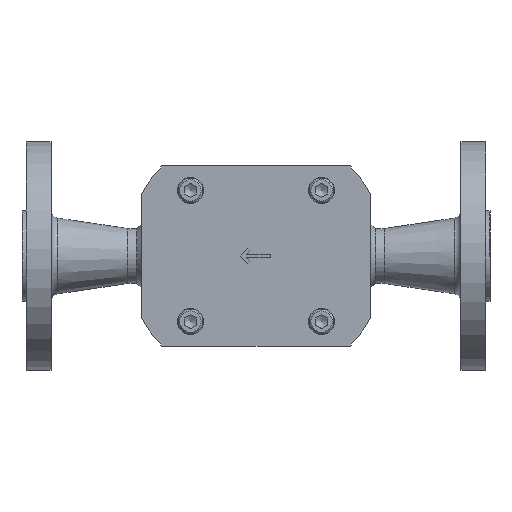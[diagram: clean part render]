
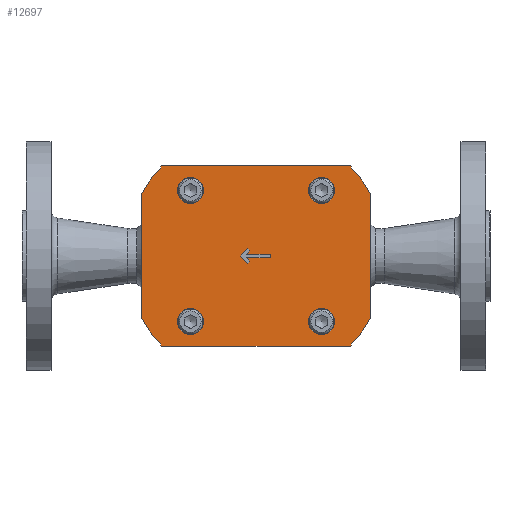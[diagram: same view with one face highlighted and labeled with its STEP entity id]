
A CAD part, front view. The second image highlights one B-rep face of the part: STEP entity #12697.
In plain terms, the highlighted planar face has unit normal (0, -1, 0).
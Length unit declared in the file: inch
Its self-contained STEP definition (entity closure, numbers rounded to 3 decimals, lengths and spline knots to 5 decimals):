
#11983=CARTESIAN_POINT('',(1.43511,0.,-1.375));
#11984=VERTEX_POINT('',#11983);
#11991=CARTESIAN_POINT('',(-1.43511,0.,-1.375));
#11992=VERTEX_POINT('',#11991);
#11993=CARTESIAN_POINT('',(-1.43511,0.,-1.375));
#11994=DIRECTION('',(1.0,0.0,0.0));
#11995=VECTOR('',#11994,2.87021);
#11996=LINE('',#11993,#11995);
#11997=EDGE_CURVE('',#11992,#11984,#11996,.T.);
#12097=CARTESIAN_POINT('',(-0.0925,0.,-0.0775));
#12098=VERTEX_POINT('',#12097);
#12099=CARTESIAN_POINT('',(-0.1225,0.,-0.1075));
#12100=VERTEX_POINT('',#12099);
#12101=CARTESIAN_POINT('',(-0.0925,0.,-0.0775));
#12102=DIRECTION('',(-0.707,0.,-0.707));
#12103=VECTOR('',#12102,0.04243);
#12104=LINE('',#12101,#12103);
#12105=EDGE_CURVE('',#12098,#12100,#12104,.T.);
#12128=CARTESIAN_POINT('',(-0.23,0.,0.));
#12129=VERTEX_POINT('',#12128);
#12130=CARTESIAN_POINT('',(-0.1225,0.,-0.1075));
#12131=DIRECTION('',(-0.707,0.,0.707));
#12132=VECTOR('',#12131,0.15203);
#12133=LINE('',#12130,#12132);
#12134=EDGE_CURVE('',#12100,#12129,#12133,.T.);
#12152=CARTESIAN_POINT('',(-0.1225,0.,0.1075));
#12153=VERTEX_POINT('',#12152);
#12154=CARTESIAN_POINT('',(-0.23,0.,0.));
#12155=DIRECTION('',(0.707,0.,0.707));
#12156=VECTOR('',#12155,0.15203);
#12157=LINE('',#12154,#12156);
#12158=EDGE_CURVE('',#12129,#12153,#12157,.T.);
#12176=CARTESIAN_POINT('',(-0.0925,0.,0.0775));
#12177=VERTEX_POINT('',#12176);
#12178=CARTESIAN_POINT('',(-0.1225,0.,0.1075));
#12179=DIRECTION('',(0.707,0.,-0.707));
#12180=VECTOR('',#12179,0.04243);
#12181=LINE('',#12178,#12180);
#12182=EDGE_CURVE('',#12153,#12177,#12181,.T.);
#12200=CARTESIAN_POINT('',(-0.145,0.,0.025));
#12201=VERTEX_POINT('',#12200);
#12202=CARTESIAN_POINT('',(-0.0925,0.,0.0775));
#12203=DIRECTION('',(-0.707,0.,-0.707));
#12204=VECTOR('',#12203,0.07425);
#12205=LINE('',#12202,#12204);
#12206=EDGE_CURVE('',#12177,#12201,#12205,.T.);
#12224=CARTESIAN_POINT('',(-0.145,0.,-0.025));
#12225=VERTEX_POINT('',#12224);
#12226=CARTESIAN_POINT('',(-0.145,0.,-0.025));
#12227=DIRECTION('',(0.707,0.,-0.707));
#12228=VECTOR('',#12227,0.07425);
#12229=LINE('',#12226,#12228);
#12230=EDGE_CURVE('',#12225,#12098,#12229,.T.);
#12248=CARTESIAN_POINT('',(0.22,0.,-0.025));
#12249=VERTEX_POINT('',#12248);
#12250=CARTESIAN_POINT('',(0.22,0.,-0.025));
#12251=DIRECTION('',(-1.0,0.0,0.0));
#12252=VECTOR('',#12251,0.365);
#12253=LINE('',#12250,#12252);
#12254=EDGE_CURVE('',#12249,#12225,#12253,.T.);
#12272=CARTESIAN_POINT('',(0.22,0.,0.025));
#12273=VERTEX_POINT('',#12272);
#12274=CARTESIAN_POINT('',(0.22,0.,0.025));
#12275=DIRECTION('',(0.0,0.0,-1.0));
#12276=VECTOR('',#12275,0.05);
#12277=LINE('',#12274,#12276);
#12278=EDGE_CURVE('',#12273,#12249,#12277,.T.);
#12296=CARTESIAN_POINT('',(-0.145,0.,0.025));
#12297=DIRECTION('',(1.0,0.0,0.0));
#12298=VECTOR('',#12297,0.365);
#12299=LINE('',#12296,#12298);
#12300=EDGE_CURVE('',#12201,#12273,#12299,.T.);
#12334=CARTESIAN_POINT('',(-1.,0.,0.8));
#12335=VERTEX_POINT('',#12334);
#12336=CARTESIAN_POINT('',(-1.,0.,1.));
#12337=DIRECTION('',(0.0,1.0,0.0));
#12338=DIRECTION('',(0.0,0.0,-1.0));
#12339=AXIS2_PLACEMENT_3D('',#12336,#12337,#12338);
#12340=CIRCLE('',#12339,0.2);
#12341=EDGE_CURVE('',#12335,#12335,#12340,.T.);
#12375=CARTESIAN_POINT('',(-0.8,0.,-1.));
#12376=VERTEX_POINT('',#12375);
#12377=CARTESIAN_POINT('',(-1.,0.,-1.));
#12378=DIRECTION('',(0.0,1.0,0.0));
#12379=DIRECTION('',(1.0,0.0,0.0));
#12380=AXIS2_PLACEMENT_3D('',#12377,#12378,#12379);
#12381=CIRCLE('',#12380,0.2);
#12382=EDGE_CURVE('',#12376,#12376,#12381,.T.);
#12424=CARTESIAN_POINT('',(1.,0.,-0.8));
#12425=VERTEX_POINT('',#12424);
#12426=CARTESIAN_POINT('',(1.,0.,-1.));
#12427=DIRECTION('',(0.0,1.0,0.0));
#12428=DIRECTION('',(0.0,0.0,1.0));
#12429=AXIS2_PLACEMENT_3D('',#12426,#12427,#12428);
#12430=CIRCLE('',#12429,0.2);
#12431=EDGE_CURVE('',#12425,#12425,#12430,.T.);
#12473=CARTESIAN_POINT('',(0.8,0.,1.));
#12474=VERTEX_POINT('',#12473);
#12475=CARTESIAN_POINT('',(1.,0.,1.));
#12476=DIRECTION('',(0.0,1.0,0.0));
#12477=DIRECTION('',(-1.0,0.0,0.0));
#12478=AXIS2_PLACEMENT_3D('',#12475,#12476,#12477);
#12479=CIRCLE('',#12478,0.2);
#12480=EDGE_CURVE('',#12474,#12474,#12479,.T.);
#12493=CARTESIAN_POINT('',(1.43511,0.,1.375));
#12494=VERTEX_POINT('',#12493);
#12501=CARTESIAN_POINT('',(1.75,0.,0.94216));
#12502=VERTEX_POINT('',#12501);
#12503=CARTESIAN_POINT('',(0.0,0.0,0.0));
#12504=DIRECTION('',(0.,-1.0,0.));
#12505=DIRECTION('',(-0.722,0.,-0.692));
#12506=AXIS2_PLACEMENT_3D('',#12503,#12504,#12505);
#12507=CIRCLE('',#12506,1.9875);
#12508=EDGE_CURVE('',#12502,#12494,#12507,.T.);
#12525=CARTESIAN_POINT('',(-1.43511,0.,1.375));
#12526=VERTEX_POINT('',#12525);
#12533=CARTESIAN_POINT('',(1.43511,0.,1.375));
#12534=DIRECTION('',(-1.0,0.0,0.0));
#12535=VECTOR('',#12534,2.87021);
#12536=LINE('',#12533,#12535);
#12537=EDGE_CURVE('',#12494,#12526,#12536,.T.);
#12549=CARTESIAN_POINT('',(-1.75,0.,0.94216));
#12550=VERTEX_POINT('',#12549);
#12557=CARTESIAN_POINT('',(0.0,0.0,0.0));
#12558=DIRECTION('',(0.,-1.0,0.));
#12559=DIRECTION('',(0.881,0.,-0.474));
#12560=AXIS2_PLACEMENT_3D('',#12557,#12558,#12559);
#12561=CIRCLE('',#12560,1.9875);
#12562=EDGE_CURVE('',#12526,#12550,#12561,.T.);
#12574=CARTESIAN_POINT('',(-1.75,0.,-0.94216));
#12575=VERTEX_POINT('',#12574);
#12582=CARTESIAN_POINT('',(-1.75,0.,0.94216));
#12583=DIRECTION('',(0.0,0.0,-1.0));
#12584=VECTOR('',#12583,1.88431);
#12585=LINE('',#12582,#12584);
#12586=EDGE_CURVE('',#12550,#12575,#12585,.T.);
#12602=CARTESIAN_POINT('',(0.0,0.0,0.0));
#12603=DIRECTION('',(0.,-1.0,0.));
#12604=DIRECTION('',(0.722,0.,0.692));
#12605=AXIS2_PLACEMENT_3D('',#12602,#12603,#12604);
#12606=CIRCLE('',#12605,1.9875);
#12607=EDGE_CURVE('',#12575,#11992,#12606,.T.);
#12619=CARTESIAN_POINT('',(1.75,0.,-0.94216));
#12620=VERTEX_POINT('',#12619);
#12627=CARTESIAN_POINT('',(0.0,0.0,0.0));
#12628=DIRECTION('',(0.,-1.0,0.));
#12629=DIRECTION('',(-0.881,0.,0.474));
#12630=AXIS2_PLACEMENT_3D('',#12627,#12628,#12629);
#12631=CIRCLE('',#12630,1.9875);
#12632=EDGE_CURVE('',#11984,#12620,#12631,.T.);
#12645=CARTESIAN_POINT('',(1.75,0.,-0.94216));
#12646=DIRECTION('',(0.0,0.0,1.0));
#12647=VECTOR('',#12646,1.88431);
#12648=LINE('',#12645,#12647);
#12649=EDGE_CURVE('',#12620,#12502,#12648,.T.);
#12659=CARTESIAN_POINT('',(0.,0.,0.));
#12660=DIRECTION('',(0.0,1.0,0.0));
#12661=DIRECTION('',(0.0,0.0,-1.0));
#12662=AXIS2_PLACEMENT_3D('',#12659,#12660,#12661);
#12663=PLANE('',#12662);
#12664=ORIENTED_EDGE('',*,*,#12649,.T.);
#12665=ORIENTED_EDGE('',*,*,#12508,.T.);
#12666=ORIENTED_EDGE('',*,*,#12537,.T.);
#12667=ORIENTED_EDGE('',*,*,#12562,.T.);
#12668=ORIENTED_EDGE('',*,*,#12586,.T.);
#12669=ORIENTED_EDGE('',*,*,#12607,.T.);
#12670=ORIENTED_EDGE('',*,*,#11997,.T.);
#12671=ORIENTED_EDGE('',*,*,#12632,.T.);
#12672=EDGE_LOOP('',(#12664,#12665,#12666,#12667,#12668,#12669,#12670,#12671));
#12673=FACE_OUTER_BOUND('',#12672,.T.);
#12674=ORIENTED_EDGE('',*,*,#12105,.T.);
#12675=ORIENTED_EDGE('',*,*,#12134,.T.);
#12676=ORIENTED_EDGE('',*,*,#12158,.T.);
#12677=ORIENTED_EDGE('',*,*,#12182,.T.);
#12678=ORIENTED_EDGE('',*,*,#12206,.T.);
#12679=ORIENTED_EDGE('',*,*,#12300,.T.);
#12680=ORIENTED_EDGE('',*,*,#12278,.T.);
#12681=ORIENTED_EDGE('',*,*,#12254,.T.);
#12682=ORIENTED_EDGE('',*,*,#12230,.T.);
#12683=EDGE_LOOP('',(#12674,#12675,#12676,#12677,#12678,#12679,#12680,#12681,#12682));
#12684=FACE_BOUND('',#12683,.T.);
#12685=ORIENTED_EDGE('',*,*,#12341,.T.);
#12686=EDGE_LOOP('',(#12685));
#12687=FACE_BOUND('',#12686,.T.);
#12688=ORIENTED_EDGE('',*,*,#12382,.T.);
#12689=EDGE_LOOP('',(#12688));
#12690=FACE_BOUND('',#12689,.T.);
#12691=ORIENTED_EDGE('',*,*,#12431,.T.);
#12692=EDGE_LOOP('',(#12691));
#12693=FACE_BOUND('',#12692,.T.);
#12694=ORIENTED_EDGE('',*,*,#12480,.T.);
#12695=EDGE_LOOP('',(#12694));
#12696=FACE_BOUND('',#12695,.T.);
#12697=ADVANCED_FACE('',(#12673,#12684,#12687,#12690,#12693,#12696),#12663,.F.);
